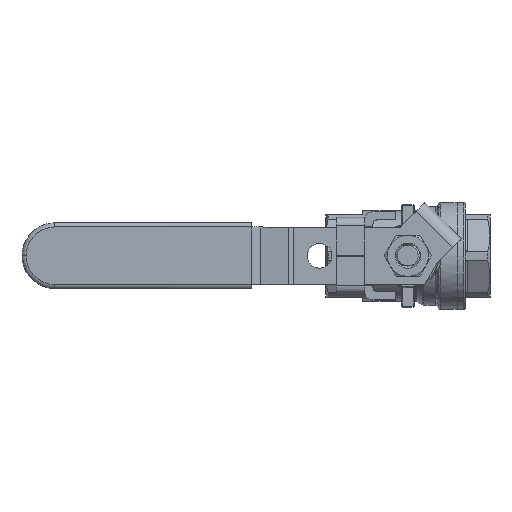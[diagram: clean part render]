
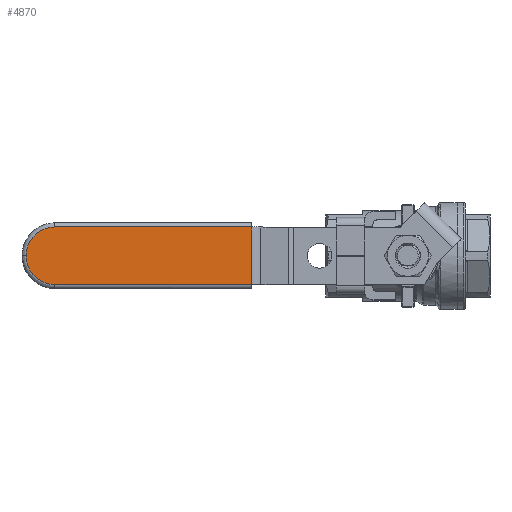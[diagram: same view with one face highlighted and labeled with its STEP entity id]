
A CAD part, top view. The second image highlights one B-rep face of the part: STEP entity #4870.
In plain terms, the highlighted face is planar.
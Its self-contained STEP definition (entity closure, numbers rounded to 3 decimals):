
#352=CIRCLE('',#6761,7.);
#361=CIRCLE('',#6778,7.);
#873=ORIENTED_EDGE('',*,*,#2223,.F.);
#874=ORIENTED_EDGE('',*,*,#2224,.F.);
#875=ORIENTED_EDGE('',*,*,#2225,.F.);
#876=ORIENTED_EDGE('',*,*,#2200,.F.);
#877=ORIENTED_EDGE('',*,*,#2217,.T.);
#2200=EDGE_CURVE('',#2893,#2894,#352,.T.);
#2217=EDGE_CURVE('',#2893,#2905,#3363,.T.);
#2223=EDGE_CURVE('',#2908,#2905,#3368,.T.);
#2224=EDGE_CURVE('',#2909,#2908,#3369,.T.);
#2225=EDGE_CURVE('',#2894,#2909,#361,.T.);
#2893=VERTEX_POINT('',#8941);
#2894=VERTEX_POINT('',#8943);
#2905=VERTEX_POINT('',#8983);
#2908=VERTEX_POINT('',#9020);
#2909=VERTEX_POINT('',#9022);
#3363=LINE('',#8984,#3672);
#3368=LINE('',#9019,#3677);
#3369=LINE('',#9021,#3678);
#3672=VECTOR('',#7480,1000.);
#3677=VECTOR('',#7491,1000.);
#3678=VECTOR('',#7492,1000.);
#3959=EDGE_LOOP('',(#873,#874,#875,#876,#877));
#4351=FACE_BOUND('',#3959,.T.);
#4723=PLANE('',#6777);
#4870=ADVANCED_FACE('',(#4351),#4723,.T.);
#6761=AXIS2_PLACEMENT_3D('',#8942,#7446,#7447);
#6777=AXIS2_PLACEMENT_3D('',#9018,#7489,#7490);
#6778=AXIS2_PLACEMENT_3D('',#9023,#7493,#7494);
#7446=DIRECTION('',(0.,-1.,0.));
#7447=DIRECTION('',(0.,0.,-1.));
#7480=DIRECTION('',(-1.,0.,0.));
#7489=DIRECTION('',(0.,1.,0.));
#7490=DIRECTION('',(1.,0.,0.));
#7491=DIRECTION('',(0.,0.,-1.));
#7492=DIRECTION('',(-1.,0.,0.));
#7493=DIRECTION('',(0.,-1.,0.));
#7494=DIRECTION('',(1.,0.,0.));
#8941=CARTESIAN_POINT('',(79.5,44.5,-21.));
#8942=CARTESIAN_POINT('',(79.5,44.5,-14.));
#8943=CARTESIAN_POINT('',(86.5,44.5,-14.));
#8983=CARTESIAN_POINT('',(31.5,44.5,-21.));
#8984=CARTESIAN_POINT('',(50.944,44.5,-21.));
#9018=CARTESIAN_POINT('',(21.659,44.5,-14.));
#9019=CARTESIAN_POINT('',(31.5,44.5,-14.));
#9020=CARTESIAN_POINT('',(31.5,44.5,-7.));
#9021=CARTESIAN_POINT('',(50.943,44.5,-7.));
#9022=CARTESIAN_POINT('',(79.5,44.5,-7.));
#9023=CARTESIAN_POINT('',(79.5,44.5,-14.));
